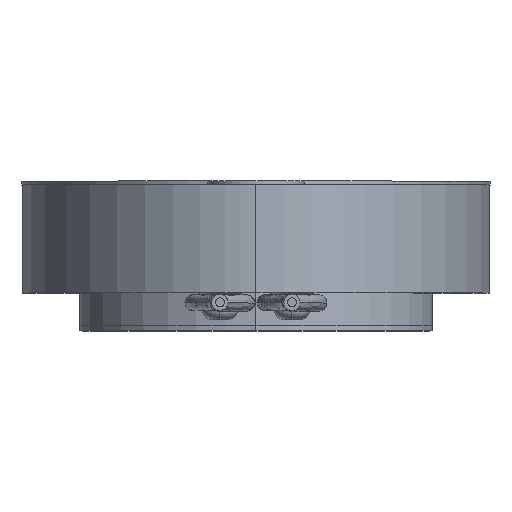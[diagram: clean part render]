
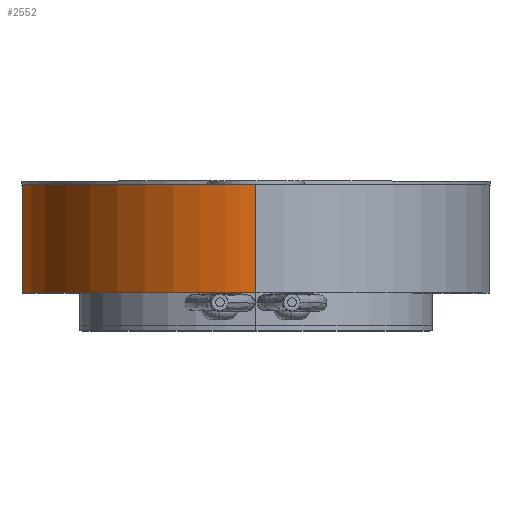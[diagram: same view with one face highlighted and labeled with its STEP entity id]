
A CAD part, top view. The second image highlights one B-rep face of the part: STEP entity #2552.
In plain terms, the highlighted free-form (B-spline) face has degree [3, 1] with [4, 2] control points.
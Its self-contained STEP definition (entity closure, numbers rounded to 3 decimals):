
#50 = FACE_OUTER_BOUND ( 'NONE', #1109, .T. ) ;
#102 = CARTESIAN_POINT ( 'NONE',  ( 0., 3., -9. ) ) ;
#153 = ORIENTED_EDGE ( 'NONE', *, *, #2926, .T. ) ;
#373 = CARTESIAN_POINT ( 'NONE',  ( -13., 3., 9. ) ) ;
#389 = DIRECTION ( 'NONE',  ( 0., -1., 0. ) ) ;
#619 = VERTEX_POINT ( 'NONE', #2359 ) ;
#635 = CARTESIAN_POINT ( 'NONE',  ( -13., 0., -9. ) ) ;
#643 = ORIENTED_EDGE ( 'NONE', *, *, #2944, .F. ) ;
#743 = VERTEX_POINT ( 'NONE', #2157 ) ;
#761 = VECTOR ( 'NONE', #1457, 1000. ) ;
#879 = CARTESIAN_POINT ( 'NONE',  ( -13., 0., 9. ) ) ;
#880 = CARTESIAN_POINT ( 'NONE',  ( 0., 3., -9. ) ) ;
#896 = CARTESIAN_POINT ( 'NONE',  ( 0., 3., -9. ) ) ;
#965 = CARTESIAN_POINT ( 'NONE',  ( 0., 0., -9. ) ) ;
#998 = VERTEX_POINT ( 'NONE', #965 ) ;
#1084 =( BOUNDED_SURFACE ( )  B_SPLINE_SURFACE ( 3, 1, ( 
 ( #102, #2887 ),
 ( #2218, #635 ),
 ( #2436, #879 ),
 ( #2659, #1152 ) ),
 .UNSPECIFIED., .F., .F., .F. ) 
 B_SPLINE_SURFACE_WITH_KNOTS ( ( 4, 4 ),
 ( 2, 2 ),
 ( 0., 1. ),
 ( 0., 1. ),
 .UNSPECIFIED. ) 
 GEOMETRIC_REPRESENTATION_ITEM ( )  RATIONAL_B_SPLINE_SURFACE ( (
 ( 1., 1.),
 ( 0.333, 0.333),
 ( 0.333, 0.333),
 ( 1., 1.) ) ) 
 REPRESENTATION_ITEM ( '' )  SURFACE ( )  );
#1109 = EDGE_LOOP ( 'NONE', ( #1426, #1391, #153, #643 ) ) ;
#1130 = LINE ( 'NONE', #896, #3273 ) ;
#1152 = CARTESIAN_POINT ( 'NONE',  ( 0., 0., 9. ) ) ;
#1153 = CARTESIAN_POINT ( 'NONE',  ( -13., 3., -9. ) ) ;
#1297 = LINE ( 'NONE', #2660, #761 ) ;
#1391 = ORIENTED_EDGE ( 'NONE', *, *, #2908, .T. ) ;
#1426 = ORIENTED_EDGE ( 'NONE', *, *, #2879, .F. ) ;
#1457 = DIRECTION ( 'NONE',  ( 0., -1., 0. ) ) ;
#1584 = VERTEX_POINT ( 'NONE', #2058 ) ;
#1686 =( BOUNDED_CURVE ( )  B_SPLINE_CURVE ( 3, ( #880, #1153, #373, #2222 ),
 .UNSPECIFIED., .F., .T. ) 
 B_SPLINE_CURVE_WITH_KNOTS ( ( 4, 4 ),
 ( 3.142, 6.283 ),
 .UNSPECIFIED. ) 
 CURVE ( )  GEOMETRIC_REPRESENTATION_ITEM ( )  RATIONAL_B_SPLINE_CURVE ( ( 1., 0.333, 0.333, 1. ) ) 
 REPRESENTATION_ITEM ( '' )  );
#1757 = CARTESIAN_POINT ( 'NONE',  ( 0., 0., 9. ) ) ;
#2058 = CARTESIAN_POINT ( 'NONE',  ( 0., 3., -9. ) ) ;
#2157 = CARTESIAN_POINT ( 'NONE',  ( 0., 0., 9. ) ) ;
#2206 =( BOUNDED_CURVE ( )  B_SPLINE_CURVE ( 3, ( #2916, #2677, #3162, #1757 ),
 .UNSPECIFIED., .F., .T. ) 
 B_SPLINE_CURVE_WITH_KNOTS ( ( 4, 4 ),
 ( 3.142, 6.283 ),
 .UNSPECIFIED. ) 
 CURVE ( )  GEOMETRIC_REPRESENTATION_ITEM ( )  RATIONAL_B_SPLINE_CURVE ( ( 1., 0.333, 0.333, 1. ) ) 
 REPRESENTATION_ITEM ( '' )  );
#2218 = CARTESIAN_POINT ( 'NONE',  ( -13., 3., -9. ) ) ;
#2222 = CARTESIAN_POINT ( 'NONE',  ( 0., 3., 9. ) ) ;
#2359 = CARTESIAN_POINT ( 'NONE',  ( 0., 3., 9. ) ) ;
#2436 = CARTESIAN_POINT ( 'NONE',  ( -13., 3., 9. ) ) ;
#2552 = ADVANCED_FACE ( 'NONE', ( #50 ), #1084, .F. ) ;
#2659 = CARTESIAN_POINT ( 'NONE',  ( 0., 3., 9. ) ) ;
#2660 = CARTESIAN_POINT ( 'NONE',  ( 0., 3., 9. ) ) ;
#2677 = CARTESIAN_POINT ( 'NONE',  ( -13., 0., -9. ) ) ;
#2879 = EDGE_CURVE ( 'NONE', #1584, #619, #1686, .T. ) ;
#2887 = CARTESIAN_POINT ( 'NONE',  ( 0., 0., -9. ) ) ;
#2908 = EDGE_CURVE ( 'NONE', #1584, #998, #1130, .T. ) ;
#2916 = CARTESIAN_POINT ( 'NONE',  ( 0., 0., -9. ) ) ;
#2926 = EDGE_CURVE ( 'NONE', #998, #743, #2206, .T. ) ;
#2944 = EDGE_CURVE ( 'NONE', #619, #743, #1297, .T. ) ;
#3162 = CARTESIAN_POINT ( 'NONE',  ( -13., 0., 9. ) ) ;
#3273 = VECTOR ( 'NONE', #389, 1000. ) ;
